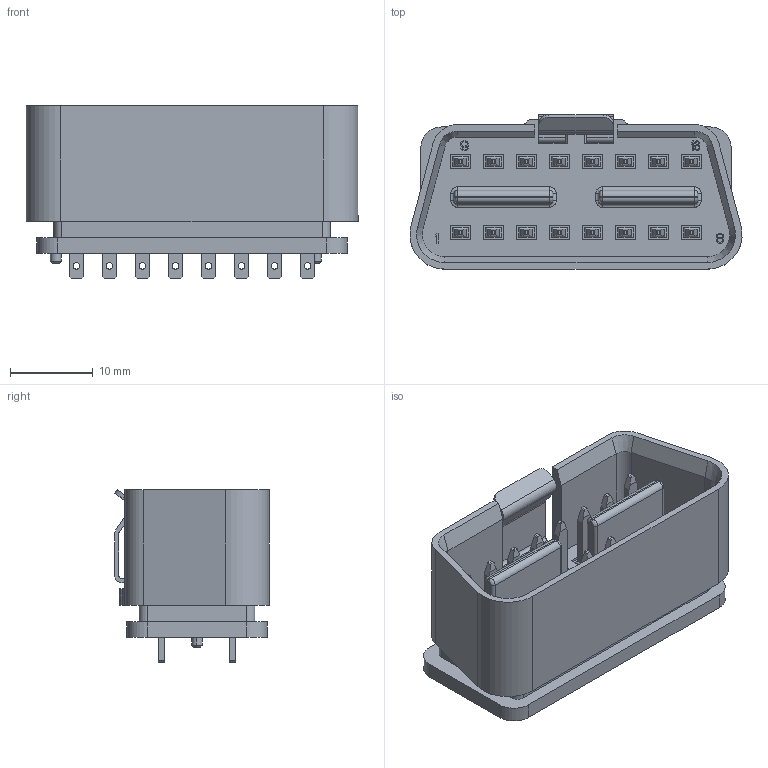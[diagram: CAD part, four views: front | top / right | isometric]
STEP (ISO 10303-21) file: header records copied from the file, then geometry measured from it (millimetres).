
FILE_DESCRIPTION((''),'2;1');
FILE_NAME('HOUSING2233819','2024-10-08T',('gongchengVI'),(''),'PRO/ENGINEER BY PARAMETRIC TECHNOLOGY CORPORATION, 2010280','PRO/ENGINEER BY PARAMETRIC TECHNOLOGY CORPORATION, 2010280','');
FILE_SCHEMA(('CONFIG_CONTROL_DESIGN'));
Length unit declared in the file: millimetre
Products named in the file (1): HOUSING2233819
Bounding box: 40.22 x 18.7 x 20.9 mm (x, y, z)
Volume: 4938.3 mm3; surface area: 7029.8 mm2
Topology: 1 solids, 1 shells, 1247 faces, 3272 edges, 2116 vertices
Faces by surface type: plane 1015, cylinder 208, bspline 16, cone 8
Entity records: 38309 total; most frequent: CARTESIAN_POINT 7420, ORIENTED_EDGE 6544, DIRECTION 5992, EDGE_CURVE 3272, VECTOR 2818, LINE 2818, VERTEX_POINT 2116, AXIS2_PLACEMENT_3D 1587
